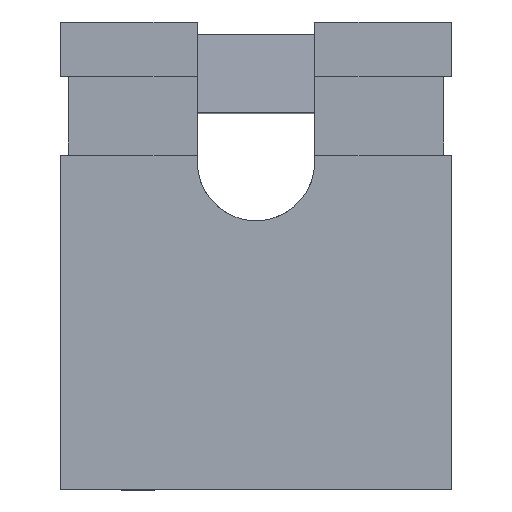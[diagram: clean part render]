
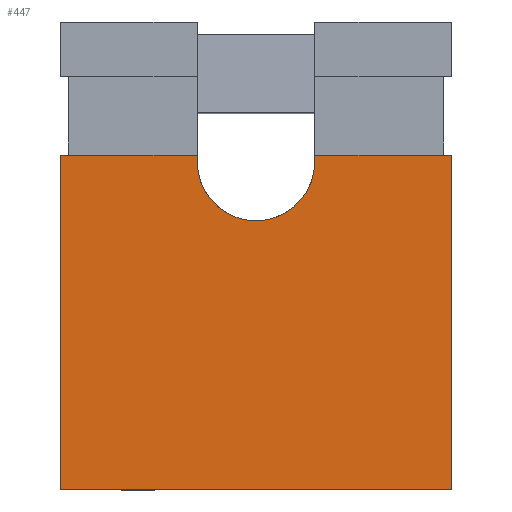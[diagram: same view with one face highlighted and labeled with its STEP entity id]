
A CAD part, front view. The second image highlights one B-rep face of the part: STEP entity #447.
In plain terms, the highlighted planar face has unit normal (0, -1, 0).
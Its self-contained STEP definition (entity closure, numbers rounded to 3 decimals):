
#447 = ADVANCED_FACE( '', ( #924 ), #925, .F. );
#924 = FACE_OUTER_BOUND( '', #1445, .T. );
#925 = PLANE( '', #1446 );
#1445 = EDGE_LOOP( '', ( #2583, #2584, #2585, #2586, #2587, #2588, #2589, #2590 ) );
#1446 = AXIS2_PLACEMENT_3D( '', #2591, #2592, #2593 );
#2583 = ORIENTED_EDGE( '', *, *, #3729, .F. );
#2584 = ORIENTED_EDGE( '', *, *, #3730, .F. );
#2585 = ORIENTED_EDGE( '', *, *, #3731, .F. );
#2586 = ORIENTED_EDGE( '', *, *, #3603, .F. );
#2587 = ORIENTED_EDGE( '', *, *, #3658, .F. );
#2588 = ORIENTED_EDGE( '', *, *, #3732, .F. );
#2589 = ORIENTED_EDGE( '', *, *, #3733, .F. );
#2590 = ORIENTED_EDGE( '', *, *, #3288, .F. );
#2591 = CARTESIAN_POINT( '', ( 0., -3.81, 0. ) );
#2592 = DIRECTION( '', ( 0., 1., 0. ) );
#2593 = DIRECTION( '', ( 0., 0., 1. ) );
#3288 = EDGE_CURVE( '', #3942, #3944, #3945, .T. );
#3603 = EDGE_CURVE( '', #4454, #4455, #4456, .T. );
#3658 = EDGE_CURVE( '', #4533, #4454, #4535, .T. );
#3729 = EDGE_CURVE( '', #4633, #3942, #4634, .T. );
#3730 = EDGE_CURVE( '', #4635, #4633, #4636, .T. );
#3731 = EDGE_CURVE( '', #4455, #4635, #4637, .T. );
#3732 = EDGE_CURVE( '', #4638, #4533, #4639, .T. );
#3733 = EDGE_CURVE( '', #3944, #4638, #4640, .T. );
#3942 = VERTEX_POINT( '', #4886 );
#3944 = VERTEX_POINT( '', #4889 );
#3945 = LINE( '', #4890, #4891 );
#4454 = VERTEX_POINT( '', #5643 );
#4455 = VERTEX_POINT( '', #5644 );
#4456 = LINE( '', #5645, #5646 );
#4533 = VERTEX_POINT( '', #5762 );
#4535 = LINE( '', #5765, #5766 );
#4633 = VERTEX_POINT( '', #5917 );
#4634 = CIRCLE( '', #5918, 0.75 );
#4635 = VERTEX_POINT( '', #5919 );
#4636 = LINE( '', #5920, #5921 );
#4637 = LINE( '', #5922, #5923 );
#4638 = VERTEX_POINT( '', #5924 );
#4639 = LINE( '', #5925, #5926 );
#4640 = LINE( '', #5927, #5928 );
#4886 = CARTESIAN_POINT( '', ( 0.75, -3.81, 1.2 ) );
#4889 = CARTESIAN_POINT( '', ( 0.75, -3.81, 1.29 ) );
#4890 = CARTESIAN_POINT( '', ( 0.75, -3.81, 1.2 ) );
#4891 = VECTOR( '', #6224, 1000. );
#5643 = CARTESIAN_POINT( '', ( -2.5, -3.81, -2.99 ) );
#5644 = CARTESIAN_POINT( '', ( -2.5, -3.81, 1.29 ) );
#5645 = CARTESIAN_POINT( '', ( -2.5, -3.81, -2.99 ) );
#5646 = VECTOR( '', #6553, 1000. );
#5762 = CARTESIAN_POINT( '', ( 2.5, -3.81, -2.99 ) );
#5765 = CARTESIAN_POINT( '', ( 2.5, -3.81, -2.99 ) );
#5766 = VECTOR( '', #6603, 1000. );
#5917 = CARTESIAN_POINT( '', ( -0.75, -3.81, 1.2 ) );
#5918 = AXIS2_PLACEMENT_3D( '', #6661, #6662, #6663 );
#5919 = CARTESIAN_POINT( '', ( -0.75, -3.81, 1.29 ) );
#5920 = CARTESIAN_POINT( '', ( -0.75, -3.81, 2.99 ) );
#5921 = VECTOR( '', #6664, 1000. );
#5922 = CARTESIAN_POINT( '', ( -2.5, -3.81, 1.29 ) );
#5923 = VECTOR( '', #6665, 1000. );
#5924 = CARTESIAN_POINT( '', ( 2.5, -3.81, 1.29 ) );
#5925 = CARTESIAN_POINT( '', ( 2.5, -3.81, 2.99 ) );
#5926 = VECTOR( '', #6666, 1000. );
#5927 = CARTESIAN_POINT( '', ( -2.5, -3.81, 1.29 ) );
#5928 = VECTOR( '', #6667, 1000. );
#6224 = DIRECTION( '', ( 0., 0., 1. ) );
#6553 = DIRECTION( '', ( 0., 0., 1. ) );
#6603 = DIRECTION( '', ( -1., 0., 0. ) );
#6661 = CARTESIAN_POINT( '', ( 0., -3.81, 1.2 ) );
#6662 = DIRECTION( '', ( 0., -1., 0. ) );
#6663 = DIRECTION( '', ( -1., 0., 0. ) );
#6664 = DIRECTION( '', ( 0., 0., -1. ) );
#6665 = DIRECTION( '', ( 1., 0., 0. ) );
#6666 = DIRECTION( '', ( 0., 0., -1. ) );
#6667 = DIRECTION( '', ( 1., 0., 0. ) );
